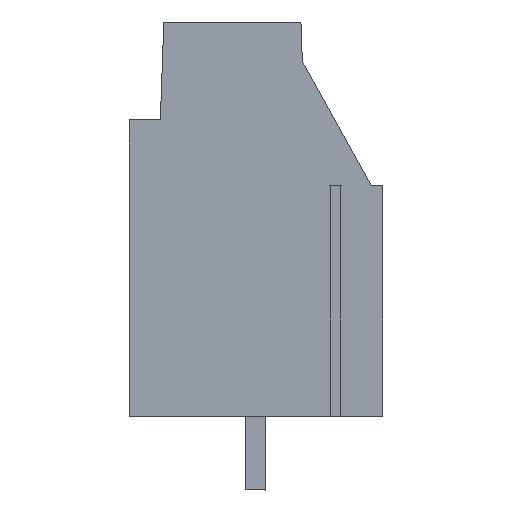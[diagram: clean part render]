
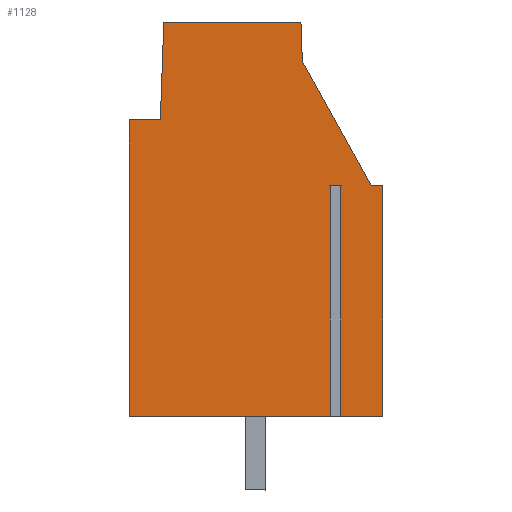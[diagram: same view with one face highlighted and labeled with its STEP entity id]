
A CAD part, left-side view. The second image highlights one B-rep face of the part: STEP entity #1128.
In plain terms, the highlighted planar face has unit normal (-1, 0, 0).
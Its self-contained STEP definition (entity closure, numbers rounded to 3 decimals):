
#1036=AXIS2_PLACEMENT_3D('Plane Axis2P3D',#1033,#1034,#1035) ;
#610=CARTESIAN_POINT('Vertex',(0.,0.5,13.2)) ;
#615=CARTESIAN_POINT('Line Origine',(0.,0.25,13.2)) ;
#619=CARTESIAN_POINT('Vertex',(0.,0.,13.2)) ;
#658=CARTESIAN_POINT('Vertex',(0.,3.49,18.592)) ;
#663=CARTESIAN_POINT('Line Origine',(0.,1.995,15.896)) ;
#1033=CARTESIAN_POINT('Axis2P3D Location',(0.,11.,0.)) ;
#1038=CARTESIAN_POINT('Line Origine',(0.,0.912,3.2)) ;
#1042=CARTESIAN_POINT('Vertex',(0.,1.825,3.2)) ;
#1044=CARTESIAN_POINT('Vertex',(0.,0.,3.2)) ;
#1047=CARTESIAN_POINT('Line Origine',(0.,0.,8.2)) ;
#1052=CARTESIAN_POINT('Line Origine',(0.,3.52,19.446)) ;
#1056=CARTESIAN_POINT('Vertex',(0.,3.55,20.3)) ;
#1059=CARTESIAN_POINT('Line Origine',(0.,6.525,20.3)) ;
#1063=CARTESIAN_POINT('Vertex',(0.,9.5,20.3)) ;
#1066=CARTESIAN_POINT('Line Origine',(0.,9.574,18.175)) ;
#1070=CARTESIAN_POINT('Vertex',(0.,9.648,16.05)) ;
#1073=CARTESIAN_POINT('Line Origine',(0.,10.324,16.05)) ;
#1077=CARTESIAN_POINT('Vertex',(0.,11.,16.05)) ;
#1080=CARTESIAN_POINT('Line Origine',(0.,11.,9.625)) ;
#1084=CARTESIAN_POINT('Vertex',(0.,11.,3.2)) ;
#1087=CARTESIAN_POINT('Line Origine',(0.,6.638,3.2)) ;
#1091=CARTESIAN_POINT('Vertex',(0.,2.275,3.2)) ;
#1094=CARTESIAN_POINT('Line Origine',(0.,2.275,8.2)) ;
#1098=CARTESIAN_POINT('Vertex',(0.,2.275,13.2)) ;
#1101=CARTESIAN_POINT('Line Origine',(0.,2.05,13.2)) ;
#1105=CARTESIAN_POINT('Vertex',(0.,1.825,13.2)) ;
#1108=CARTESIAN_POINT('Line Origine',(0.,1.825,8.2)) ;
#616=DIRECTION('Vector Direction',(0.,-1.,0.)) ;
#664=DIRECTION('Vector Direction',(0.,-0.485,-0.875)) ;
#1034=DIRECTION('Axis2P3D Direction',(-1.,0.,0.)) ;
#1035=DIRECTION('Axis2P3D XDirection',(0.,-1.,0.)) ;
#1039=DIRECTION('Vector Direction',(0.,1.,0.)) ;
#1048=DIRECTION('Vector Direction',(0.,0.,-1.)) ;
#1053=DIRECTION('Vector Direction',(0.,0.035,0.999)) ;
#1060=DIRECTION('Vector Direction',(0.,-1.,0.)) ;
#1067=DIRECTION('Vector Direction',(0.,0.035,-0.999)) ;
#1074=DIRECTION('Vector Direction',(0.,-1.,0.)) ;
#1081=DIRECTION('Vector Direction',(0.,0.,1.)) ;
#1088=DIRECTION('Vector Direction',(0.,1.,0.)) ;
#1095=DIRECTION('Vector Direction',(0.,0.,1.)) ;
#1102=DIRECTION('Vector Direction',(0.,-1.,0.)) ;
#1109=DIRECTION('Vector Direction',(0.,0.,1.)) ;
#617=VECTOR('Line Direction',#616,1.) ;
#665=VECTOR('Line Direction',#664,1.) ;
#1040=VECTOR('Line Direction',#1039,1.) ;
#1049=VECTOR('Line Direction',#1048,1.) ;
#1054=VECTOR('Line Direction',#1053,1.) ;
#1061=VECTOR('Line Direction',#1060,1.) ;
#1068=VECTOR('Line Direction',#1067,1.) ;
#1075=VECTOR('Line Direction',#1074,1.) ;
#1082=VECTOR('Line Direction',#1081,1.) ;
#1089=VECTOR('Line Direction',#1088,1.) ;
#1096=VECTOR('Line Direction',#1095,1.) ;
#1103=VECTOR('Line Direction',#1102,1.) ;
#1110=VECTOR('Line Direction',#1109,1.) ;
#1114=ORIENTED_EDGE('',*,*,#1046,.T.) ;
#1115=ORIENTED_EDGE('',*,*,#1051,.T.) ;
#1116=ORIENTED_EDGE('',*,*,#621,.T.) ;
#1117=ORIENTED_EDGE('',*,*,#667,.T.) ;
#1118=ORIENTED_EDGE('',*,*,#1058,.T.) ;
#1119=ORIENTED_EDGE('',*,*,#1065,.T.) ;
#1120=ORIENTED_EDGE('',*,*,#1072,.T.) ;
#1121=ORIENTED_EDGE('',*,*,#1079,.T.) ;
#1122=ORIENTED_EDGE('',*,*,#1086,.T.) ;
#1123=ORIENTED_EDGE('',*,*,#1093,.T.) ;
#1124=ORIENTED_EDGE('',*,*,#1100,.T.) ;
#1125=ORIENTED_EDGE('',*,*,#1107,.F.) ;
#1126=ORIENTED_EDGE('',*,*,#1112,.F.) ;
#1128=ADVANCED_FACE('KLSC M3x6.3.1',(#1127),#1037,.T.) ;
#621=EDGE_CURVE('',#620,#611,#618,.F.) ;
#667=EDGE_CURVE('',#611,#659,#666,.F.) ;
#1046=EDGE_CURVE('',#1043,#1045,#1041,.F.) ;
#1051=EDGE_CURVE('',#1045,#620,#1050,.F.) ;
#1058=EDGE_CURVE('',#659,#1057,#1055,.T.) ;
#1065=EDGE_CURVE('',#1057,#1064,#1062,.F.) ;
#1072=EDGE_CURVE('',#1064,#1071,#1069,.T.) ;
#1079=EDGE_CURVE('',#1071,#1078,#1076,.F.) ;
#1086=EDGE_CURVE('',#1078,#1085,#1083,.F.) ;
#1093=EDGE_CURVE('',#1085,#1092,#1090,.F.) ;
#1100=EDGE_CURVE('',#1092,#1099,#1097,.T.) ;
#1107=EDGE_CURVE('',#1106,#1099,#1104,.F.) ;
#1112=EDGE_CURVE('',#1043,#1106,#1111,.T.) ;
#1113=EDGE_LOOP('',(#1114,#1115,#1116,#1117,#1118,#1119,#1120,#1121,#1122,#1123,#1124,#1125,#1126)) ;
#1127=FACE_OUTER_BOUND('',#1113,.T.) ;
#618=LINE('Line',#615,#617) ;
#666=LINE('Line',#663,#665) ;
#1041=LINE('Line',#1038,#1040) ;
#1050=LINE('Line',#1047,#1049) ;
#1055=LINE('Line',#1052,#1054) ;
#1062=LINE('Line',#1059,#1061) ;
#1069=LINE('Line',#1066,#1068) ;
#1076=LINE('Line',#1073,#1075) ;
#1083=LINE('Line',#1080,#1082) ;
#1090=LINE('Line',#1087,#1089) ;
#1097=LINE('Line',#1094,#1096) ;
#1104=LINE('Line',#1101,#1103) ;
#1111=LINE('Line',#1108,#1110) ;
#1037=PLANE('',#1036) ;
#611=VERTEX_POINT('',#610) ;
#620=VERTEX_POINT('',#619) ;
#659=VERTEX_POINT('',#658) ;
#1043=VERTEX_POINT('',#1042) ;
#1045=VERTEX_POINT('',#1044) ;
#1057=VERTEX_POINT('',#1056) ;
#1064=VERTEX_POINT('',#1063) ;
#1071=VERTEX_POINT('',#1070) ;
#1078=VERTEX_POINT('',#1077) ;
#1085=VERTEX_POINT('',#1084) ;
#1092=VERTEX_POINT('',#1091) ;
#1099=VERTEX_POINT('',#1098) ;
#1106=VERTEX_POINT('',#1105) ;
